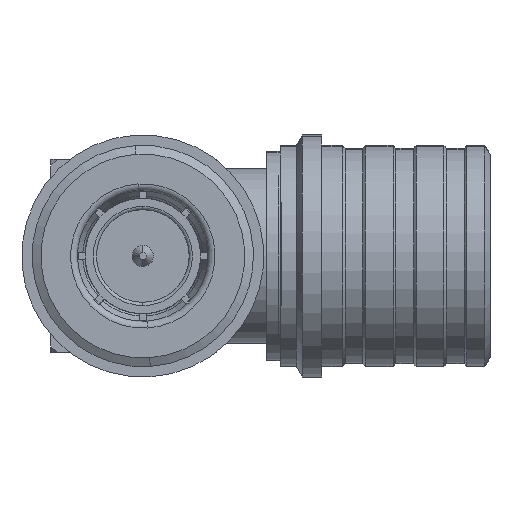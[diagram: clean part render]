
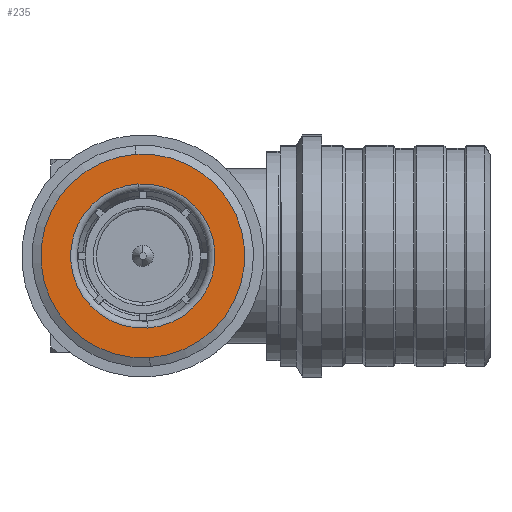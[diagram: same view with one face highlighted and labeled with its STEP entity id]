
A CAD part, left-side view. The second image highlights one B-rep face of the part: STEP entity #235.
In plain terms, the highlighted face is planar.
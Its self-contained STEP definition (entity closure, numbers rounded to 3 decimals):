
#235 = ADVANCED_FACE ( 'NONE', ( #858, #3440 ), #6718, .T. ) ;
#255 = CARTESIAN_POINT ( 'NONE',  ( 16.982, 0., 0. ) ) ;
#654 = CIRCLE ( 'NONE', #4905, 3.13 ) ;
#858 = FACE_OUTER_BOUND ( 'NONE', #7339, .T. ) ;
#971 = DIRECTION ( 'NONE',  ( -1., 0., 0. ) ) ;
#1805 = EDGE_CURVE ( 'NONE', #10002, #7126, #3604, .T. ) ;
#2123 = DIRECTION ( 'NONE',  ( 0., 1., 0. ) ) ;
#2379 = EDGE_CURVE ( 'NONE', #3281, #12711, #3276, .T. ) ;
#2732 = DIRECTION ( 'NONE',  ( 0., -0.068, 0.998 ) ) ;
#3276 = CIRCLE ( 'NONE', #12514, 3.13 ) ;
#3281 = VERTEX_POINT ( 'NONE', #3503 ) ;
#3440 = FACE_BOUND ( 'NONE', #10837, .T. ) ;
#3503 = CARTESIAN_POINT ( 'NONE',  ( 16.982, -0.212, 3.123 ) ) ;
#3604 = CIRCLE ( 'NONE', #13115, 4.42 ) ;
#4214 = ORIENTED_EDGE ( 'NONE', *, *, #8419, .T. ) ;
#4553 = AXIS2_PLACEMENT_3D ( 'NONE', #12297, #6790, #2123 ) ;
#4702 = DIRECTION ( 'NONE',  ( -1., 0., 0. ) ) ;
#4818 = CARTESIAN_POINT ( 'NONE',  ( 16.982, -0.299, 4.41 ) ) ;
#4863 = DIRECTION ( 'NONE',  ( 0., -0.068, 0.998 ) ) ;
#4905 = AXIS2_PLACEMENT_3D ( 'NONE', #8254, #4702, #13770 ) ;
#5563 = CARTESIAN_POINT ( 'NONE',  ( 16.982, 0.212, -3.123 ) ) ;
#5745 = DIRECTION ( 'NONE',  ( -1., 0., 0. ) ) ;
#6718 = PLANE ( 'NONE',  #4553 ) ;
#6790 = DIRECTION ( 'NONE',  ( 1., 0., 0. ) ) ;
#7126 = VERTEX_POINT ( 'NONE', #4818 ) ;
#7285 = ORIENTED_EDGE ( 'NONE', *, *, #2379, .T. ) ;
#7339 = EDGE_LOOP ( 'NONE', ( #8412, #13997 ) ) ;
#8254 = CARTESIAN_POINT ( 'NONE',  ( 16.982, 0., 0. ) ) ;
#8412 = ORIENTED_EDGE ( 'NONE', *, *, #9180, .F. ) ;
#8419 = EDGE_CURVE ( 'NONE', #12711, #3281, #654, .T. ) ;
#8481 = CIRCLE ( 'NONE', #10635, 4.42 ) ;
#9180 = EDGE_CURVE ( 'NONE', #7126, #10002, #8481, .T. ) ;
#10002 = VERTEX_POINT ( 'NONE', #10243 ) ;
#10243 = CARTESIAN_POINT ( 'NONE',  ( 16.982, 0.299, -4.41 ) ) ;
#10635 = AXIS2_PLACEMENT_3D ( 'NONE', #255, #5745, #4863 ) ;
#10837 = EDGE_LOOP ( 'NONE', ( #4214, #7285 ) ) ;
#12194 = DIRECTION ( 'NONE',  ( 0., 0.068, -0.998 ) ) ;
#12260 = CARTESIAN_POINT ( 'NONE',  ( 16.982, 0., 0. ) ) ;
#12297 = CARTESIAN_POINT ( 'NONE',  ( 16.982, -4.41, -0.299 ) ) ;
#12514 = AXIS2_PLACEMENT_3D ( 'NONE', #12260, #971, #12194 ) ;
#12711 = VERTEX_POINT ( 'NONE', #5563 ) ;
#12900 = CARTESIAN_POINT ( 'NONE',  ( 16.982, 0., 0. ) ) ;
#13115 = AXIS2_PLACEMENT_3D ( 'NONE', #12900, #13870, #2732 ) ;
#13770 = DIRECTION ( 'NONE',  ( 0., 0.068, -0.998 ) ) ;
#13870 = DIRECTION ( 'NONE',  ( -1., 0., 0. ) ) ;
#13997 = ORIENTED_EDGE ( 'NONE', *, *, #1805, .F. ) ;
